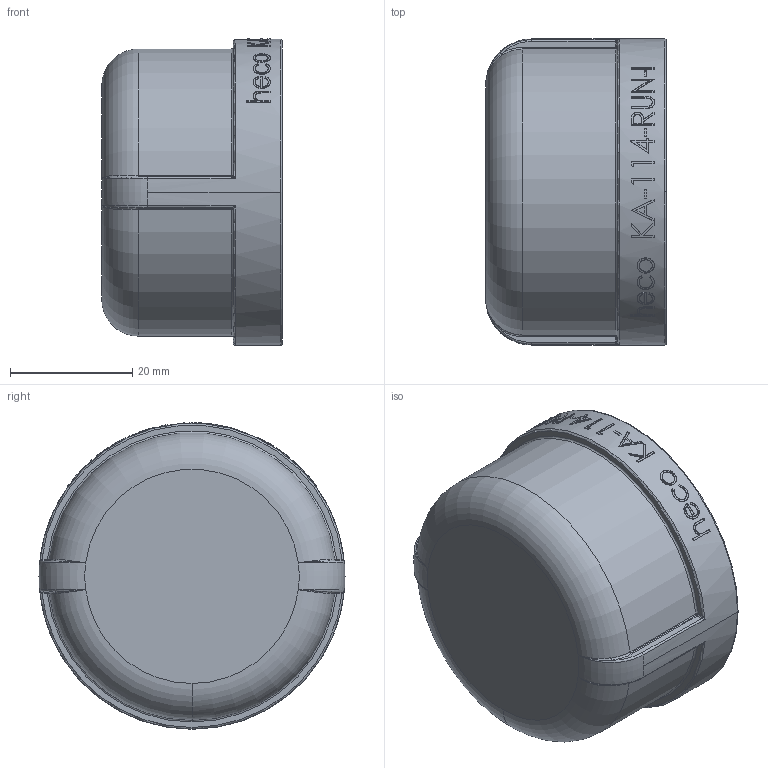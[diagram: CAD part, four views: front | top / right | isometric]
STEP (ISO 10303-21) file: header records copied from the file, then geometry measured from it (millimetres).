
FILE_DESCRIPTION (( 'STEP AP214' ), '1' );
FILE_NAME ('heco_KA-114-RUN-I.STEP', '2016-09-14T06:59:12', ( '' ), ( '' ), 'SwSTEP 2.0', 'SolidWorks 2016', '' );
FILE_SCHEMA (( 'AUTOMOTIVE_DESIGN' ));
Length unit declared in the file: millimetre
Products named in the file (1): heco_KA-114-RUN-I
Bounding box: 29.5 x 50 x 50.1 mm (x, y, z)
Volume: 18391.6 mm3; surface area: 11394.8 mm2
Topology: 1 solids, 1 shells, 256 faces, 657 edges, 418 vertices
Faces by surface type: plane 91, bspline 89, cylinder 49, torus 15, sphere 8, cone 4
Entity records: 17364 total; most frequent: CARTESIAN_POINT 10031, ORIENTED_EDGE 1298, DIRECTION 866, EDGE_CURVE 649, VERTEX_POINT 418, AXIS2_PLACEMENT_3D 347, B_SPLINE_CURVE_WITH_KNOTS 298, EDGE_LOOP 279
